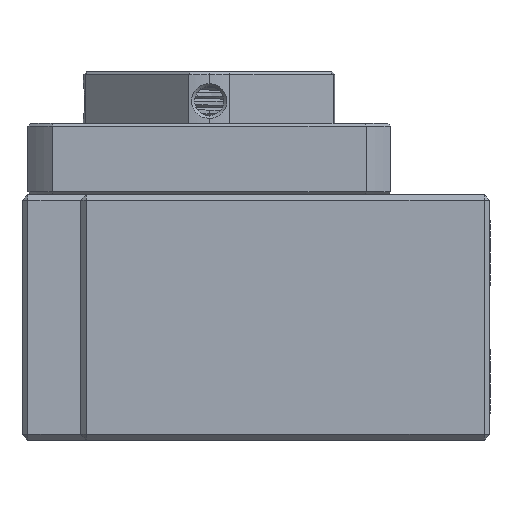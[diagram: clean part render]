
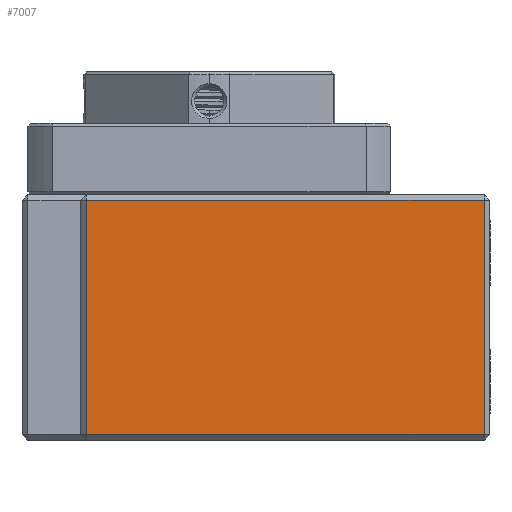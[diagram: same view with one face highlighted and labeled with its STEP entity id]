
A CAD part, left-side view. The second image highlights one B-rep face of the part: STEP entity #7007.
In plain terms, the highlighted planar face has unit normal (-1, 0, 0).
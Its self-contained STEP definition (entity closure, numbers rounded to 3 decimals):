
#108 = VECTOR ( 'NONE', #3888, 1000. ) ;
#243 = CARTESIAN_POINT ( 'NONE',  ( -53., 1., 20. ) ) ;
#737 = VECTOR ( 'NONE', #18661, 1000. ) ;
#940 = AXIS2_PLACEMENT_3D ( 'NONE', #6809, #18974, #9878 ) ;
#1053 = LINE ( 'NONE', #19107, #108 ) ;
#1090 = EDGE_CURVE ( 'NONE', #5207, #17992, #1053, .T. ) ;
#1125 = ORIENTED_EDGE ( 'NONE', *, *, #6177, .F. ) ;
#1212 = CARTESIAN_POINT ( 'NONE',  ( -53., 69., 20. ) ) ;
#1903 = ORIENTED_EDGE ( 'NONE', *, *, #12294, .F. ) ;
#2212 = LINE ( 'NONE', #12692, #13342 ) ;
#3611 = DIRECTION ( 'NONE',  ( 0., 1., 0. ) ) ;
#3682 = CARTESIAN_POINT ( 'NONE',  ( -53., 1., -20. ) ) ;
#3888 = DIRECTION ( 'NONE',  ( 0., 0., -1. ) ) ;
#4768 = LINE ( 'NONE', #13559, #737 ) ;
#5207 = VERTEX_POINT ( 'NONE', #243 ) ;
#5237 = VECTOR ( 'NONE', #18694, 1000. ) ;
#6177 = EDGE_CURVE ( 'NONE', #17992, #15159, #2212, .T. ) ;
#6809 = CARTESIAN_POINT ( 'NONE',  ( -53., 1., -20. ) ) ;
#7007 = ADVANCED_FACE ( 'NONE', ( #16420 ), #17369, .F. ) ;
#7605 = EDGE_CURVE ( 'NONE', #8905, #5207, #4768, .T. ) ;
#8036 = CARTESIAN_POINT ( 'NONE',  ( -53., 69., 0. ) ) ;
#8905 = VERTEX_POINT ( 'NONE', #1212 ) ;
#9878 = DIRECTION ( 'NONE',  ( 0., 1., 0. ) ) ;
#12250 = EDGE_LOOP ( 'NONE', ( #17868, #19382, #1903, #1125 ) ) ;
#12294 = EDGE_CURVE ( 'NONE', #15159, #8905, #16876, .T. ) ;
#12692 = CARTESIAN_POINT ( 'NONE',  ( -53., 35., -20. ) ) ;
#13342 = VECTOR ( 'NONE', #3611, 1000. ) ;
#13559 = CARTESIAN_POINT ( 'NONE',  ( -53., 35., 20. ) ) ;
#13989 = CARTESIAN_POINT ( 'NONE',  ( -53., 69., -20. ) ) ;
#15159 = VERTEX_POINT ( 'NONE', #13989 ) ;
#16420 = FACE_OUTER_BOUND ( 'NONE', #12250, .T. ) ;
#16876 = LINE ( 'NONE', #8036, #5237 ) ;
#17369 = PLANE ( 'NONE',  #940 ) ;
#17868 = ORIENTED_EDGE ( 'NONE', *, *, #1090, .F. ) ;
#17992 = VERTEX_POINT ( 'NONE', #3682 ) ;
#18661 = DIRECTION ( 'NONE',  ( 0., -1., 0. ) ) ;
#18694 = DIRECTION ( 'NONE',  ( 0., 0., 1. ) ) ;
#18974 = DIRECTION ( 'NONE',  ( 1., 0., 0. ) ) ;
#19107 = CARTESIAN_POINT ( 'NONE',  ( -53., 1., 0. ) ) ;
#19382 = ORIENTED_EDGE ( 'NONE', *, *, #7605, .F. ) ;
